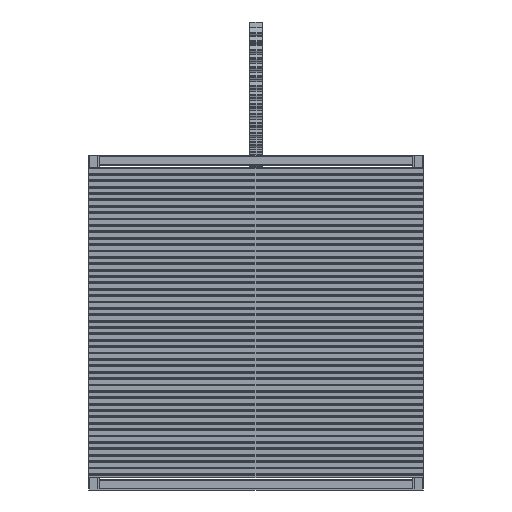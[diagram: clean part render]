
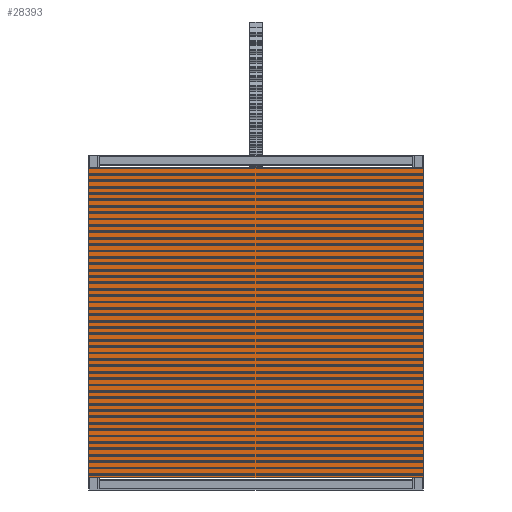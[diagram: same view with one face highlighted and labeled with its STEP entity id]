
A CAD part, front view. The second image highlights one B-rep face of the part: STEP entity #28393.
In plain terms, the highlighted planar face has unit normal (0, -1, 0).
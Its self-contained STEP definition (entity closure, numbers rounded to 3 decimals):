
#498=PLANE('',#30721);
#3306=FACE_OUTER_BOUND('',#4896,.T.);
#4896=EDGE_LOOP('',(#25445,#25446,#25447,#25448));
#7278=LINE('',#57785,#9352);
#7475=LINE('',#58566,#9549);
#8059=LINE('',#60118,#10133);
#8060=LINE('',#60120,#10134);
#9352=VECTOR('',#34622,10.);
#9549=VECTOR('',#35207,10.);
#10133=VECTOR('',#36949,10.);
#10134=VECTOR('',#36952,10.);
#12279=VERTEX_POINT('',#57782);
#12280=VERTEX_POINT('',#57784);
#12669=VERTEX_POINT('',#58563);
#12670=VERTEX_POINT('',#58565);
#16073=EDGE_CURVE('',#12279,#12280,#7278,.T.);
#16463=EDGE_CURVE('',#12669,#12670,#7475,.T.);
#17240=EDGE_CURVE('',#12280,#12669,#8059,.T.);
#17241=EDGE_CURVE('',#12279,#12670,#8060,.T.);
#25445=ORIENTED_EDGE('',*,*,#17240,.F.);
#25446=ORIENTED_EDGE('',*,*,#16073,.F.);
#25447=ORIENTED_EDGE('',*,*,#17241,.T.);
#25448=ORIENTED_EDGE('',*,*,#16463,.F.);
#28393=ADVANCED_FACE('',(#3306),#498,.T.);
#30721=AXIS2_PLACEMENT_3D('',#60119,#36950,#36951);
#34622=DIRECTION('',(0.,0.,-1.));
#35207=DIRECTION('',(0.,0.,1.));
#36949=DIRECTION('',(-1.,0.,0.));
#36950=DIRECTION('center_axis',(0.,-1.,0.));
#36951=DIRECTION('ref_axis',(0.,0.,-1.));
#36952=DIRECTION('',(-1.,0.,0.));
#57782=CARTESIAN_POINT('',(312.,-6.,300.));
#57784=CARTESIAN_POINT('',(312.,-6.,0.));
#57785=CARTESIAN_POINT('',(312.,-6.,300.));
#58563=CARTESIAN_POINT('',(-12.,-6.,0.));
#58565=CARTESIAN_POINT('',(-12.,-6.,300.));
#58566=CARTESIAN_POINT('',(-12.,-6.,300.));
#60118=CARTESIAN_POINT('',(0.,-6.,0.));
#60119=CARTESIAN_POINT('Origin',(0.,-6.,300.));
#60120=CARTESIAN_POINT('',(0.,-6.,300.));
